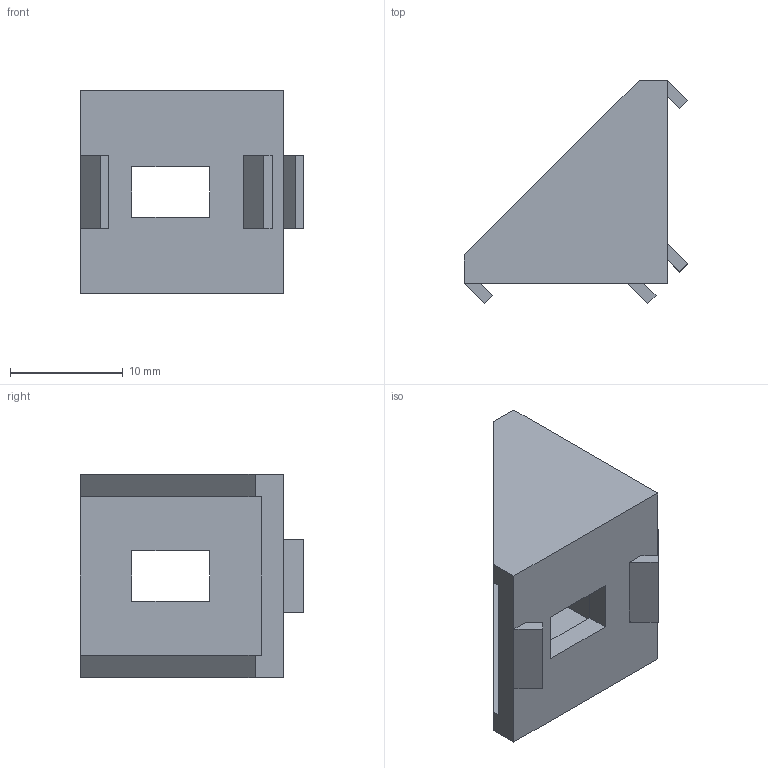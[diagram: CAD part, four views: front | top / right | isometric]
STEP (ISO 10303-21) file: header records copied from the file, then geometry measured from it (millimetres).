
FILE_DESCRIPTION (( 'STEP AP203' ), '1' );
FILE_NAME ('47065T216.step', '2010-04-06T20:58:54', ( 'jim' ), ( '' ), 'SwSTEP 2.0', 'SolidWorks 2007', '' );
FILE_SCHEMA (( 'CONFIG_CONTROL_DESIGN' ));
Length unit declared in the file: inch
Products named in the file (1): 47065T216
Bounding box: 19.81 x 19.8 x 18 mm (x, y, z)
Volume: 1686.6 mm3; surface area: 2020.1 mm2
Topology: 1 solids, 1 shells, 40 faces, 104 edges, 68 vertices
Faces by surface type: plane 40
Entity records: 1283 total; most frequent: CARTESIAN_POINT 213, ORIENTED_EDGE 208, DIRECTION 186, EDGE_CURVE 104, VECTOR 104, LINE 104, VERTEX_POINT 68, EDGE_LOOP 46
